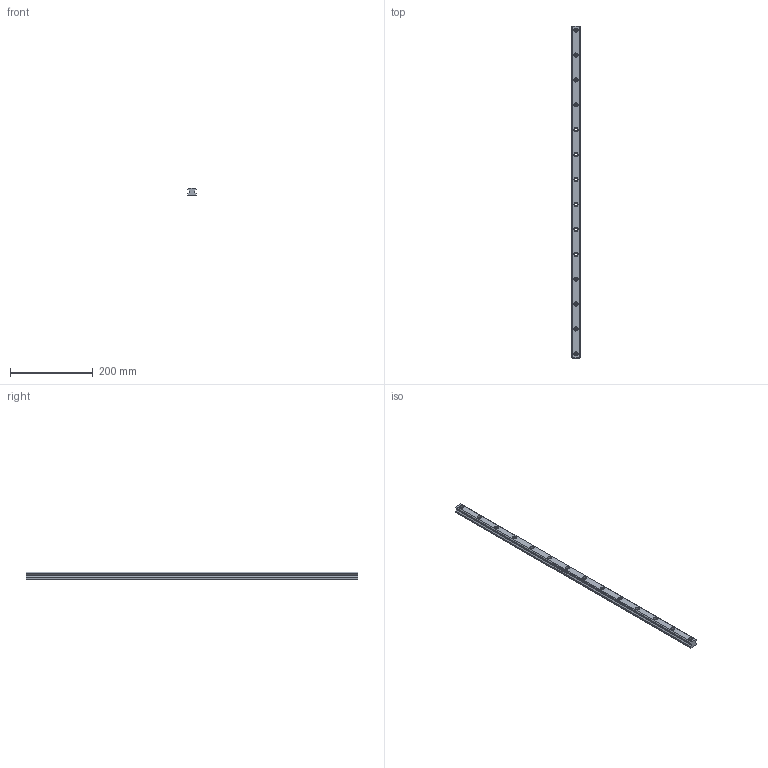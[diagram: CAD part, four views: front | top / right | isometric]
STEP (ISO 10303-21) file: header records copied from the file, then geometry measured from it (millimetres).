
FILE_DESCRIPTION(/* description */ ('','CAx-IF Rec.Pracs.---Representation and Presentation of Product Manufacturing Information (PMI)---4.0---2014-10-13'),/* implementation_level */ '2;1');
FILE_NAME(/* name */ 'X-Axis Linear Rail v1.step',/* time_stamp */ '2025-01-15T01:49:01+05:30',/* author */ (''),/* organization */ (''),/* preprocessor_version */ 'ST-DEVELOPER v20',/* originating_system */ 'Autodesk Translation Framework v13.20.0.188',/* authorisation */ '');
FILE_SCHEMA (('AP242_MANAGED_MODEL_BASED_3D_ENGINEERING_MIM_LF { 1 0 10303 442 1 1 4 }'));
Length unit declared in the file: millimetre
Products named in the file (1): X-Axis Linear Rail
Bounding box: 20 x 800 x 17.5 mm (x, y, z)
Volume: 230999.1 mm3; surface area: 66347.8 mm2
Topology: 1 solids, 1 shells, 60 faces, 132 edges, 88 vertices
Faces by surface type: plane 32, cylinder 28
Full cylindrical faces by diameter (mm): 6 x14, 10 x14
Entity records: 1768 total; most frequent: DIRECTION 310, CARTESIAN_POINT 281, ORIENTED_EDGE 264, EDGE_CURVE 132, AXIS2_PLACEMENT_3D 117, EDGE_LOOP 102, VERTEX_POINT 88, LINE 76
